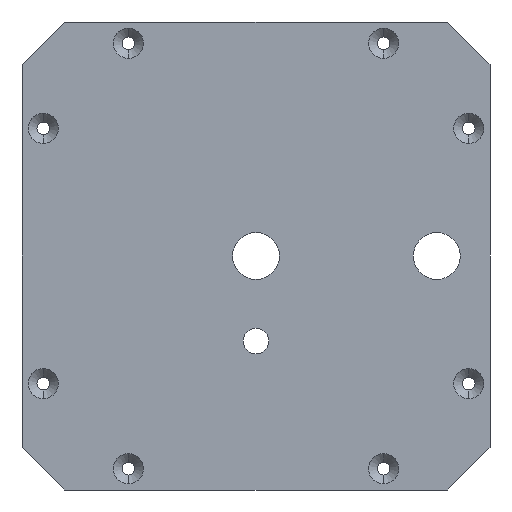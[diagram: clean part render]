
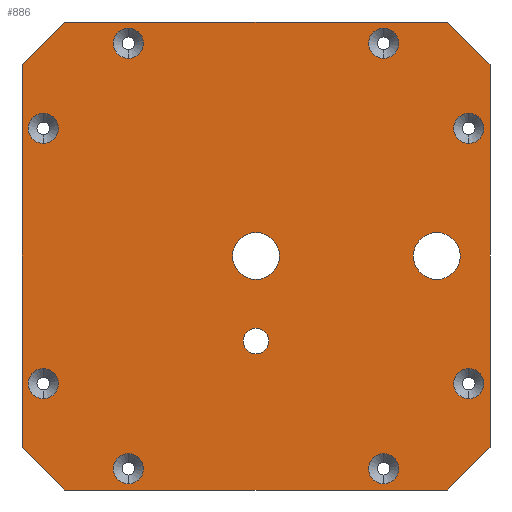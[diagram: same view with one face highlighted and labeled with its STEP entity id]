
A CAD part, front view. The second image highlights one B-rep face of the part: STEP entity #886.
In plain terms, the highlighted planar face has unit normal (0, -1, 0).
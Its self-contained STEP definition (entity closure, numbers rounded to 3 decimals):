
#1=CARTESIAN_POINT('',(0.,0.,0.));
#2=DIRECTION('',(0.,-1.,0.));
#3=DIRECTION('',(0.,0.,1.));
#4=AXIS2_PLACEMENT_3D('',#1,#2,#3);
#6=CARTESIAN_POINT('',(0.,0.,0.));
#7=DIRECTION('',(0.,-1.,0.));
#8=DIRECTION('',(0.,0.,-1.));
#9=AXIS2_PLACEMENT_3D('',#6,#7,#8);
#11=CARTESIAN_POINT('',(85.,0.,0.));
#12=DIRECTION('',(0.,-1.,0.));
#13=DIRECTION('',(-1.,0.,0.));
#14=AXIS2_PLACEMENT_3D('',#11,#12,#13);
#16=CARTESIAN_POINT('',(85.,0.,0.));
#17=DIRECTION('',(0.,-1.,0.));
#18=DIRECTION('',(1.,0.,0.));
#19=AXIS2_PLACEMENT_3D('',#16,#17,#18);
#21=CARTESIAN_POINT('',(-99.974,0.,-59.974));
#22=DIRECTION('',(0.,1.,0.));
#23=DIRECTION('',(0.,0.,-1.));
#24=AXIS2_PLACEMENT_3D('',#21,#22,#23);
#26=CARTESIAN_POINT('',(-99.974,0.,-59.974));
#27=DIRECTION('',(0.,1.,0.));
#28=DIRECTION('',(0.,0.,1.));
#29=AXIS2_PLACEMENT_3D('',#26,#27,#28);
#31=CARTESIAN_POINT('',(-99.974,0.,59.974));
#32=DIRECTION('',(0.,1.,0.));
#33=DIRECTION('',(0.,0.,-1.));
#34=AXIS2_PLACEMENT_3D('',#31,#32,#33);
#36=CARTESIAN_POINT('',(-99.974,0.,59.974));
#37=DIRECTION('',(0.,1.,0.));
#38=DIRECTION('',(0.,0.,1.));
#39=AXIS2_PLACEMENT_3D('',#36,#37,#38);
#41=CARTESIAN_POINT('',(-59.974,0.,99.974));
#42=DIRECTION('',(0.,1.,0.));
#43=DIRECTION('',(0.,0.,-1.));
#44=AXIS2_PLACEMENT_3D('',#41,#42,#43);
#46=CARTESIAN_POINT('',(-59.974,0.,99.974));
#47=DIRECTION('',(0.,1.,0.));
#48=DIRECTION('',(0.,0.,1.));
#49=AXIS2_PLACEMENT_3D('',#46,#47,#48);
#51=CARTESIAN_POINT('',(-59.974,0.,-99.974));
#52=DIRECTION('',(0.,1.,0.));
#53=DIRECTION('',(0.,0.,-1.));
#54=AXIS2_PLACEMENT_3D('',#51,#52,#53);
#56=CARTESIAN_POINT('',(-59.974,0.,-99.974));
#57=DIRECTION('',(0.,1.,0.));
#58=DIRECTION('',(0.,0.,1.));
#59=AXIS2_PLACEMENT_3D('',#56,#57,#58);
#61=CARTESIAN_POINT('',(59.974,0.,99.974));
#62=DIRECTION('',(0.,1.,0.));
#63=DIRECTION('',(0.,0.,-1.));
#64=AXIS2_PLACEMENT_3D('',#61,#62,#63);
#66=CARTESIAN_POINT('',(59.974,0.,99.974));
#67=DIRECTION('',(0.,1.,0.));
#68=DIRECTION('',(0.,0.,1.));
#69=AXIS2_PLACEMENT_3D('',#66,#67,#68);
#71=CARTESIAN_POINT('',(99.974,0.,59.974));
#72=DIRECTION('',(0.,1.,0.));
#73=DIRECTION('',(0.,0.,-1.));
#74=AXIS2_PLACEMENT_3D('',#71,#72,#73);
#76=CARTESIAN_POINT('',(99.974,0.,59.974));
#77=DIRECTION('',(0.,1.,0.));
#78=DIRECTION('',(0.,0.,1.));
#79=AXIS2_PLACEMENT_3D('',#76,#77,#78);
#81=CARTESIAN_POINT('',(99.974,0.,-59.974));
#82=DIRECTION('',(0.,1.,0.));
#83=DIRECTION('',(0.,0.,-1.));
#84=AXIS2_PLACEMENT_3D('',#81,#82,#83);
#86=CARTESIAN_POINT('',(99.974,0.,-59.974));
#87=DIRECTION('',(0.,1.,0.));
#88=DIRECTION('',(0.,0.,1.));
#89=AXIS2_PLACEMENT_3D('',#86,#87,#88);
#91=CARTESIAN_POINT('',(59.974,0.,-99.974));
#92=DIRECTION('',(0.,1.,0.));
#93=DIRECTION('',(0.,0.,-1.));
#94=AXIS2_PLACEMENT_3D('',#91,#92,#93);
#96=CARTESIAN_POINT('',(59.974,0.,-99.974));
#97=DIRECTION('',(0.,1.,0.));
#98=DIRECTION('',(0.,0.,1.));
#99=AXIS2_PLACEMENT_3D('',#96,#97,#98);
#101=DIRECTION('',(0.707,0.,-0.707));
#102=VECTOR('',#101,28.284);
#103=CARTESIAN_POINT('',(-110.,0.,-90.));
#104=LINE('',#103,#102);
#105=DIRECTION('',(0.,0.,1.));
#106=VECTOR('',#105,180.);
#107=CARTESIAN_POINT('',(-110.,0.,-90.));
#108=LINE('',#107,#106);
#109=DIRECTION('',(-0.707,0.,-0.707));
#110=VECTOR('',#109,28.284);
#111=CARTESIAN_POINT('',(-90.,0.,110.));
#112=LINE('',#111,#110);
#113=DIRECTION('',(1.,0.,0.));
#114=VECTOR('',#113,180.);
#115=CARTESIAN_POINT('',(-90.,0.,110.));
#116=LINE('',#115,#114);
#117=DIRECTION('',(-0.707,0.,0.707));
#118=VECTOR('',#117,28.284);
#119=CARTESIAN_POINT('',(110.,0.,90.));
#120=LINE('',#119,#118);
#121=DIRECTION('',(0.,0.,-1.));
#122=VECTOR('',#121,180.);
#123=CARTESIAN_POINT('',(110.,0.,90.));
#124=LINE('',#123,#122);
#125=DIRECTION('',(0.707,0.,0.707));
#126=VECTOR('',#125,28.284);
#127=CARTESIAN_POINT('',(90.,0.,-110.));
#128=LINE('',#127,#126);
#129=DIRECTION('',(-1.,0.,0.));
#130=VECTOR('',#129,180.);
#131=CARTESIAN_POINT('',(90.,0.,-110.));
#132=LINE('',#131,#130);
#133=CARTESIAN_POINT('',(0.,0.,-40.));
#134=DIRECTION('',(0.,-1.,0.));
#135=DIRECTION('',(0.,0.,1.));
#136=AXIS2_PLACEMENT_3D('',#133,#134,#135);
#138=CARTESIAN_POINT('',(0.,0.,-40.));
#139=DIRECTION('',(0.,-1.,0.));
#140=DIRECTION('',(0.,0.,-1.));
#141=AXIS2_PLACEMENT_3D('',#138,#139,#140);
#625=CARTESIAN_POINT('',(0.,0.,11.));
#626=CARTESIAN_POINT('',(0.,0.,-11.));
#627=VERTEX_POINT('',#625);
#628=VERTEX_POINT('',#626);
#629=CARTESIAN_POINT('',(74.,0.,0.));
#630=CARTESIAN_POINT('',(96.,0.,0.));
#631=VERTEX_POINT('',#629);
#632=VERTEX_POINT('',#630);
#677=CARTESIAN_POINT('',(-99.974,0.,-67.074));
#678=CARTESIAN_POINT('',(-99.974,0.,-52.874));
#679=VERTEX_POINT('',#677);
#680=VERTEX_POINT('',#678);
#685=CARTESIAN_POINT('',(-99.974,0.,52.874));
#686=CARTESIAN_POINT('',(-99.974,0.,67.074));
#687=VERTEX_POINT('',#685);
#688=VERTEX_POINT('',#686);
#693=CARTESIAN_POINT('',(-59.974,0.,92.874));
#694=CARTESIAN_POINT('',(-59.974,0.,107.074));
#695=VERTEX_POINT('',#693);
#696=VERTEX_POINT('',#694);
#701=CARTESIAN_POINT('',(-59.974,0.,-107.074));
#702=CARTESIAN_POINT('',(-59.974,0.,-92.874));
#703=VERTEX_POINT('',#701);
#704=VERTEX_POINT('',#702);
#709=CARTESIAN_POINT('',(59.974,0.,92.874));
#710=CARTESIAN_POINT('',(59.974,0.,107.074));
#711=VERTEX_POINT('',#709);
#712=VERTEX_POINT('',#710);
#717=CARTESIAN_POINT('',(99.974,0.,52.874));
#718=CARTESIAN_POINT('',(99.974,0.,67.074));
#719=VERTEX_POINT('',#717);
#720=VERTEX_POINT('',#718);
#725=CARTESIAN_POINT('',(99.974,0.,-67.074));
#726=CARTESIAN_POINT('',(99.974,0.,-52.874));
#727=VERTEX_POINT('',#725);
#728=VERTEX_POINT('',#726);
#733=CARTESIAN_POINT('',(59.974,0.,-107.074));
#734=CARTESIAN_POINT('',(59.974,0.,-92.874));
#735=VERTEX_POINT('',#733);
#736=VERTEX_POINT('',#734);
#741=CARTESIAN_POINT('',(-110.,0.,-90.));
#742=CARTESIAN_POINT('',(-90.,0.,-110.));
#743=VERTEX_POINT('',#741);
#744=VERTEX_POINT('',#742);
#753=CARTESIAN_POINT('',(-90.,0.,110.));
#754=VERTEX_POINT('',#753);
#755=CARTESIAN_POINT('',(-110.,0.,90.));
#756=VERTEX_POINT('',#755);
#761=CARTESIAN_POINT('',(110.,0.,90.));
#762=VERTEX_POINT('',#761);
#763=CARTESIAN_POINT('',(90.,0.,110.));
#764=VERTEX_POINT('',#763);
#769=CARTESIAN_POINT('',(90.,0.,-110.));
#770=VERTEX_POINT('',#769);
#771=CARTESIAN_POINT('',(110.,0.,-90.));
#772=VERTEX_POINT('',#771);
#781=CARTESIAN_POINT('',(0.,0.,-34.));
#782=CARTESIAN_POINT('',(0.,0.,-46.));
#783=VERTEX_POINT('',#781);
#784=VERTEX_POINT('',#782);
#797=CARTESIAN_POINT('',(0.,0.,0.));
#798=DIRECTION('',(0.,1.,0.));
#799=DIRECTION('',(1.,0.,0.));
#800=AXIS2_PLACEMENT_3D('',#797,#798,#799);
#801=PLANE('',#800);
#803=ORIENTED_EDGE('',*,*,#802,.F.);
#805=ORIENTED_EDGE('',*,*,#804,.T.);
#807=ORIENTED_EDGE('',*,*,#806,.F.);
#809=ORIENTED_EDGE('',*,*,#808,.T.);
#811=ORIENTED_EDGE('',*,*,#810,.F.);
#813=ORIENTED_EDGE('',*,*,#812,.T.);
#815=ORIENTED_EDGE('',*,*,#814,.F.);
#817=ORIENTED_EDGE('',*,*,#816,.T.);
#818=EDGE_LOOP('',(#803,#805,#807,#809,#811,#813,#815,#817));
#819=FACE_OUTER_BOUND('',#818,.F.);
#821=ORIENTED_EDGE('',*,*,#820,.T.);
#823=ORIENTED_EDGE('',*,*,#822,.T.);
#824=EDGE_LOOP('',(#821,#823));
#825=FACE_BOUND('',#824,.F.);
#827=ORIENTED_EDGE('',*,*,#826,.F.);
#829=ORIENTED_EDGE('',*,*,#828,.F.);
#830=EDGE_LOOP('',(#827,#829));
#831=FACE_BOUND('',#830,.F.);
#833=ORIENTED_EDGE('',*,*,#832,.F.);
#835=ORIENTED_EDGE('',*,*,#834,.F.);
#836=EDGE_LOOP('',(#833,#835));
#837=FACE_BOUND('',#836,.F.);
#839=ORIENTED_EDGE('',*,*,#838,.F.);
#841=ORIENTED_EDGE('',*,*,#840,.F.);
#842=EDGE_LOOP('',(#839,#841));
#843=FACE_BOUND('',#842,.F.);
#845=ORIENTED_EDGE('',*,*,#844,.F.);
#847=ORIENTED_EDGE('',*,*,#846,.F.);
#848=EDGE_LOOP('',(#845,#847));
#849=FACE_BOUND('',#848,.F.);
#851=ORIENTED_EDGE('',*,*,#850,.F.);
#853=ORIENTED_EDGE('',*,*,#852,.F.);
#854=EDGE_LOOP('',(#851,#853));
#855=FACE_BOUND('',#854,.F.);
#857=ORIENTED_EDGE('',*,*,#856,.F.);
#859=ORIENTED_EDGE('',*,*,#858,.F.);
#860=EDGE_LOOP('',(#857,#859));
#861=FACE_BOUND('',#860,.F.);
#863=ORIENTED_EDGE('',*,*,#862,.F.);
#865=ORIENTED_EDGE('',*,*,#864,.F.);
#866=EDGE_LOOP('',(#863,#865));
#867=FACE_BOUND('',#866,.F.);
#869=ORIENTED_EDGE('',*,*,#868,.F.);
#871=ORIENTED_EDGE('',*,*,#870,.F.);
#872=EDGE_LOOP('',(#869,#871));
#873=FACE_BOUND('',#872,.F.);
#875=ORIENTED_EDGE('',*,*,#874,.T.);
#877=ORIENTED_EDGE('',*,*,#876,.T.);
#878=EDGE_LOOP('',(#875,#877));
#879=FACE_BOUND('',#878,.F.);
#881=ORIENTED_EDGE('',*,*,#880,.T.);
#883=ORIENTED_EDGE('',*,*,#882,.T.);
#884=EDGE_LOOP('',(#881,#883));
#885=FACE_BOUND('',#884,.F.);
#886=ADVANCED_FACE('',(#819,#825,#831,#837,#843,#849,#855,#861,#867,#873,#879,
#885),#801,.F.);
#5=CIRCLE('',#4,11.);
#10=CIRCLE('',#9,11.);
#15=CIRCLE('',#14,11.);
#20=CIRCLE('',#19,11.);
#25=CIRCLE('',#24,7.1);
#30=CIRCLE('',#29,7.1);
#35=CIRCLE('',#34,7.1);
#40=CIRCLE('',#39,7.1);
#45=CIRCLE('',#44,7.1);
#50=CIRCLE('',#49,7.1);
#55=CIRCLE('',#54,7.1);
#60=CIRCLE('',#59,7.1);
#65=CIRCLE('',#64,7.1);
#70=CIRCLE('',#69,7.1);
#75=CIRCLE('',#74,7.1);
#80=CIRCLE('',#79,7.1);
#85=CIRCLE('',#84,7.1);
#90=CIRCLE('',#89,7.1);
#95=CIRCLE('',#94,7.1);
#100=CIRCLE('',#99,7.1);
#137=CIRCLE('',#136,6.);
#142=CIRCLE('',#141,6.);
#802=EDGE_CURVE('',#743,#744,#104,.T.);
#804=EDGE_CURVE('',#743,#756,#108,.T.);
#806=EDGE_CURVE('',#754,#756,#112,.T.);
#808=EDGE_CURVE('',#754,#764,#116,.T.);
#810=EDGE_CURVE('',#762,#764,#120,.T.);
#812=EDGE_CURVE('',#762,#772,#124,.T.);
#814=EDGE_CURVE('',#770,#772,#128,.T.);
#816=EDGE_CURVE('',#770,#744,#132,.T.);
#820=EDGE_CURVE('',#631,#632,#15,.T.);
#822=EDGE_CURVE('',#632,#631,#20,.T.);
#826=EDGE_CURVE('',#679,#680,#25,.T.);
#828=EDGE_CURVE('',#680,#679,#30,.T.);
#832=EDGE_CURVE('',#687,#688,#35,.T.);
#834=EDGE_CURVE('',#688,#687,#40,.T.);
#838=EDGE_CURVE('',#695,#696,#45,.T.);
#840=EDGE_CURVE('',#696,#695,#50,.T.);
#844=EDGE_CURVE('',#703,#704,#55,.T.);
#846=EDGE_CURVE('',#704,#703,#60,.T.);
#850=EDGE_CURVE('',#711,#712,#65,.T.);
#852=EDGE_CURVE('',#712,#711,#70,.T.);
#856=EDGE_CURVE('',#719,#720,#75,.T.);
#858=EDGE_CURVE('',#720,#719,#80,.T.);
#862=EDGE_CURVE('',#727,#728,#85,.T.);
#864=EDGE_CURVE('',#728,#727,#90,.T.);
#868=EDGE_CURVE('',#735,#736,#95,.T.);
#870=EDGE_CURVE('',#736,#735,#100,.T.);
#874=EDGE_CURVE('',#627,#628,#5,.T.);
#876=EDGE_CURVE('',#628,#627,#10,.T.);
#880=EDGE_CURVE('',#783,#784,#137,.T.);
#882=EDGE_CURVE('',#784,#783,#142,.T.);
